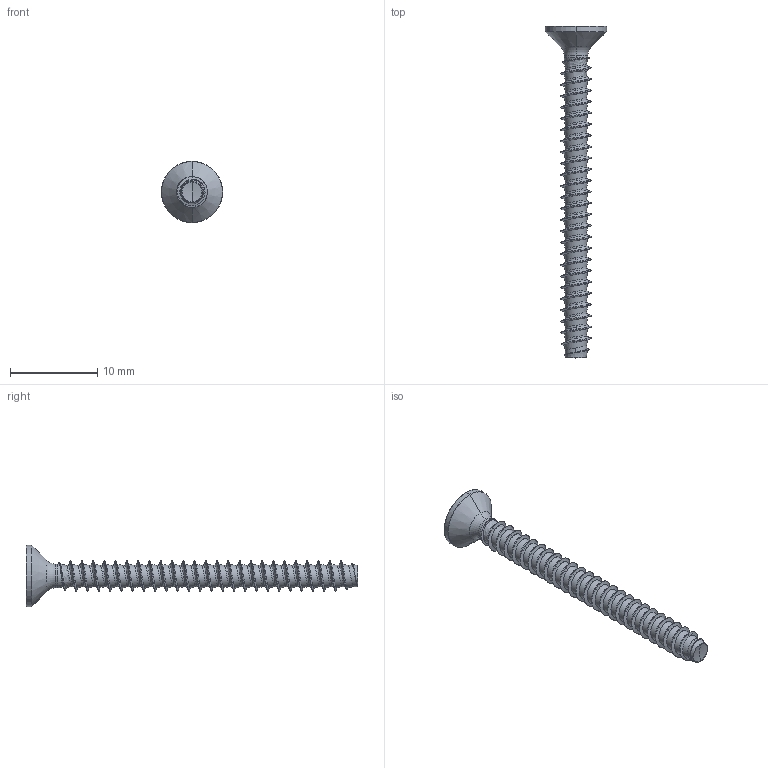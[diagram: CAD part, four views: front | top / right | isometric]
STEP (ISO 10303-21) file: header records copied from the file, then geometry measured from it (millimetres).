
FILE_DESCRIPTION (( 'STEP AP203' ), '1' );
FILE_NAME ('STP330350380.STEP', '2020-09-04T16:24:00', ( '' ), ( '' ), 'SwSTEP 2.0', 'SolidWorks 2015', '' );
FILE_SCHEMA (( 'CONFIG_CONTROL_DESIGN' ));
Length unit declared in the file: millimetre
Products named in the file (2): STP330350380
Bounding box: 7 x 38 x 7 mm (x, y, z)
Volume: 258.5 mm3; surface area: 574.5 mm2
Topology: 1 solids, 1 shells, 216 faces, 515 edges, 301 vertices
Faces by surface type: cylinder 100, bspline 51, sphere 26, plane 22, cone 11, torus 6
Entity records: 36421 total; most frequent: CARTESIAN_POINT 31918, ORIENTED_EDGE 1026, DIRECTION 773, EDGE_CURVE 513, AXIS2_PLACEMENT_3D 309, VERTEX_POINT 301, EDGE_LOOP 218, ADVANCED_FACE 216
